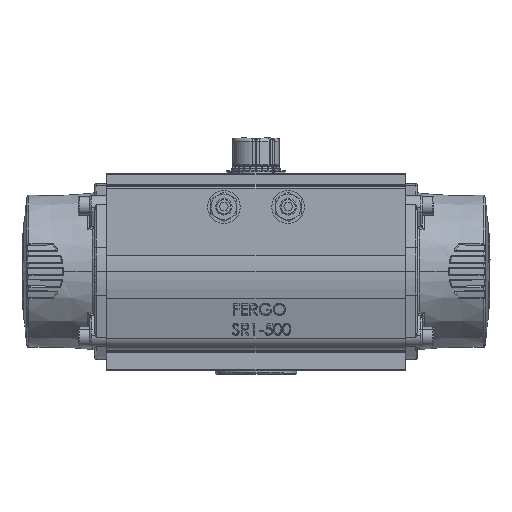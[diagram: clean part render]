
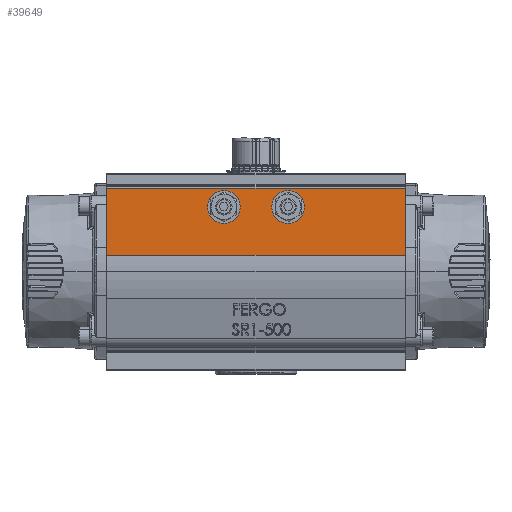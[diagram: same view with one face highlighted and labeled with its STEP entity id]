
A CAD part, top view. The second image highlights one B-rep face of the part: STEP entity #39649.
In plain terms, the highlighted planar face has unit normal (0, 0, 1).
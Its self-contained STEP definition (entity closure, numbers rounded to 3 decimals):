
#4017 = CIRCLE ( 'NONE', #135265, 12.5 ) ;
#6152 = EDGE_CURVE ( 'NONE', #97593, #159040, #50348, .T. ) ;
#7509 = DIRECTION ( 'NONE',  ( -1., 0., 0. ) ) ;
#10706 = CARTESIAN_POINT ( 'NONE',  ( -14.677, 42.5, 76. ) ) ;
#14035 = AXIS2_PLACEMENT_3D ( 'NONE', #55344, #80081, #177788 ) ;
#15214 = LINE ( 'NONE', #112891, #101487 ) ;
#16685 = DIRECTION ( 'NONE',  ( 0., 0., -1. ) ) ;
#18053 = EDGE_CURVE ( 'NONE', #59205, #118434, #136550, .T. ) ;
#22250 = CARTESIAN_POINT ( 'NONE',  ( -27.177, 42.5, 76. ) ) ;
#26978 = ORIENTED_EDGE ( 'NONE', *, *, #47853, .T. ) ;
#28804 = ORIENTED_EDGE ( 'NONE', *, *, #18053, .T. ) ;
#33413 = FACE_BOUND ( 'NONE', #86894, .T. ) ;
#35211 = CARTESIAN_POINT ( 'NONE',  ( 0.323, 60.5, 76. ) ) ;
#39184 = AXIS2_PLACEMENT_3D ( 'NONE', #93991, #177952, #164293 ) ;
#39649 = ADVANCED_FACE ( 'NONE', ( #116524, #47992, #33413 ), #133805, .T. ) ;
#46307 = EDGE_CURVE ( 'NONE', #145518, #46807, #76651, .T. ) ;
#46807 = VERTEX_POINT ( 'NONE', #98297 ) ;
#47853 = EDGE_CURVE ( 'NONE', #128397, #164594, #76795, .T. ) ;
#47992 = FACE_BOUND ( 'NONE', #72780, .T. ) ;
#49072 = EDGE_LOOP ( 'NONE', ( #59899, #50230, #28804, #74936 ) ) ;
#50230 = ORIENTED_EDGE ( 'NONE', *, *, #63416, .T. ) ;
#50348 = LINE ( 'NONE', #76849, #144314 ) ;
#52516 = CARTESIAN_POINT ( 'NONE',  ( 0.323, 58.5, 76. ) ) ;
#52566 = DIRECTION ( 'NONE',  ( 0., 1., 0. ) ) ;
#52969 = EDGE_CURVE ( 'NONE', #46807, #152459, #69379, .T. ) ;
#55344 = CARTESIAN_POINT ( 'NONE',  ( -27.177, 42.5, 76. ) ) ;
#59205 = VERTEX_POINT ( 'NONE', #121517 ) ;
#59464 = AXIS2_PLACEMENT_3D ( 'NONE', #178271, #80576, #136284 ) ;
#59899 = ORIENTED_EDGE ( 'NONE', *, *, #6152, .F. ) ;
#62045 = AXIS2_PLACEMENT_3D ( 'NONE', #75764, #147002, #76648 ) ;
#63416 = EDGE_CURVE ( 'NONE', #97593, #59205, #78166, .T. ) ;
#65234 = ORIENTED_EDGE ( 'NONE', *, *, #168771, .T. ) ;
#66165 = CIRCLE ( 'NONE', #101296, 12.5 ) ;
#69379 = CIRCLE ( 'NONE', #14035, 12.5 ) ;
#71921 = CARTESIAN_POINT ( 'NONE',  ( 40.323, 42.5, 76. ) ) ;
#72780 = EDGE_LOOP ( 'NONE', ( #65234, #162609, #126934 ) ) ;
#74936 = ORIENTED_EDGE ( 'NONE', *, *, #86256, .T. ) ;
#75764 = CARTESIAN_POINT ( 'NONE',  ( -27.177, 42.5, 76. ) ) ;
#76292 = CARTESIAN_POINT ( 'NONE',  ( 27.823, 30., 76. ) ) ;
#76607 = CARTESIAN_POINT ( 'NONE',  ( 127.823, 0.991, 76. ) ) ;
#76648 = DIRECTION ( 'NONE',  ( 0., -1., 0. ) ) ;
#76651 = CIRCLE ( 'NONE', #62045, 12.5 ) ;
#76795 = CIRCLE ( 'NONE', #59464, 12.5 ) ;
#76849 = CARTESIAN_POINT ( 'NONE',  ( 0.323, 0.991, 76. ) ) ;
#78166 = LINE ( 'NONE', #133885, #79366 ) ;
#79366 = VECTOR ( 'NONE', #52566, 1000. ) ;
#80081 = DIRECTION ( 'NONE',  ( 0., 0., -1. ) ) ;
#80576 = DIRECTION ( 'NONE',  ( 0., 0., -1. ) ) ;
#80838 = DIRECTION ( 'NONE',  ( -1., 0., 0. ) ) ;
#86256 = EDGE_CURVE ( 'NONE', #118434, #159040, #15214, .T. ) ;
#86894 = EDGE_LOOP ( 'NONE', ( #160699, #26978, #91294 ) ) ;
#89152 = DIRECTION ( 'NONE',  ( 0., 1., 0. ) ) ;
#91279 = CARTESIAN_POINT ( 'NONE',  ( 15.323, 42.5, 76. ) ) ;
#91294 = ORIENTED_EDGE ( 'NONE', *, *, #113893, .T. ) ;
#93991 = CARTESIAN_POINT ( 'NONE',  ( 27.823, 42.5, 76. ) ) ;
#97593 = VERTEX_POINT ( 'NONE', #76607 ) ;
#98297 = CARTESIAN_POINT ( 'NONE',  ( -39.677, 42.5, 76. ) ) ;
#101296 = AXIS2_PLACEMENT_3D ( 'NONE', #22250, #148260, #130936 ) ;
#101487 = VECTOR ( 'NONE', #126568, 1000. ) ;
#103454 = CIRCLE ( 'NONE', #39184, 12.5 ) ;
#105283 = CARTESIAN_POINT ( 'NONE',  ( -127.177, 0.991, 76. ) ) ;
#105638 = CARTESIAN_POINT ( 'NONE',  ( -127.177, 58.5, 76. ) ) ;
#112891 = CARTESIAN_POINT ( 'NONE',  ( -127.177, 44.725, 76. ) ) ;
#113893 = EDGE_CURVE ( 'NONE', #164594, #120297, #4017, .T. ) ;
#116524 = FACE_OUTER_BOUND ( 'NONE', #49072, .T. ) ;
#118434 = VERTEX_POINT ( 'NONE', #105638 ) ;
#120297 = VERTEX_POINT ( 'NONE', #71921 ) ;
#121517 = CARTESIAN_POINT ( 'NONE',  ( 127.823, 58.5, 76. ) ) ;
#126568 = DIRECTION ( 'NONE',  ( 0., -1., 0. ) ) ;
#126934 = ORIENTED_EDGE ( 'NONE', *, *, #52969, .T. ) ;
#128397 = VERTEX_POINT ( 'NONE', #76292 ) ;
#130936 = DIRECTION ( 'NONE',  ( 0., -1., 0. ) ) ;
#133805 = PLANE ( 'NONE',  #175145 ) ;
#133885 = CARTESIAN_POINT ( 'NONE',  ( 127.823, -5.308, 76. ) ) ;
#135265 = AXIS2_PLACEMENT_3D ( 'NONE', #168257, #16685, #139944 ) ;
#136284 = DIRECTION ( 'NONE',  ( 0., -1., 0. ) ) ;
#136550 = LINE ( 'NONE', #52516, #142460 ) ;
#139944 = DIRECTION ( 'NONE',  ( 0., -1., 0. ) ) ;
#142460 = VECTOR ( 'NONE', #80838, 1000. ) ;
#144314 = VECTOR ( 'NONE', #7509, 1000. ) ;
#145518 = VERTEX_POINT ( 'NONE', #172621 ) ;
#147002 = DIRECTION ( 'NONE',  ( 0., 0., -1. ) ) ;
#147041 = EDGE_CURVE ( 'NONE', #120297, #128397, #103454, .T. ) ;
#148260 = DIRECTION ( 'NONE',  ( 0., 0., -1. ) ) ;
#152459 = VERTEX_POINT ( 'NONE', #10706 ) ;
#157642 = DIRECTION ( 'NONE',  ( 0., 0., 1. ) ) ;
#159040 = VERTEX_POINT ( 'NONE', #105283 ) ;
#160699 = ORIENTED_EDGE ( 'NONE', *, *, #147041, .T. ) ;
#162609 = ORIENTED_EDGE ( 'NONE', *, *, #46307, .T. ) ;
#164293 = DIRECTION ( 'NONE',  ( 0., -1., 0. ) ) ;
#164594 = VERTEX_POINT ( 'NONE', #91279 ) ;
#168257 = CARTESIAN_POINT ( 'NONE',  ( 27.823, 42.5, 76. ) ) ;
#168771 = EDGE_CURVE ( 'NONE', #152459, #145518, #66165, .T. ) ;
#172621 = CARTESIAN_POINT ( 'NONE',  ( -27.177, 30., 76. ) ) ;
#175145 = AXIS2_PLACEMENT_3D ( 'NONE', #35211, #157642, #89152 ) ;
#177788 = DIRECTION ( 'NONE',  ( 0., -1., 0. ) ) ;
#177952 = DIRECTION ( 'NONE',  ( 0., 0., -1. ) ) ;
#178271 = CARTESIAN_POINT ( 'NONE',  ( 27.823, 42.5, 76. ) ) ;
